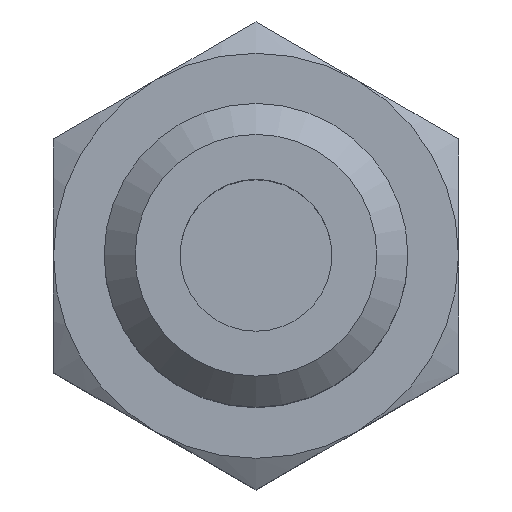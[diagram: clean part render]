
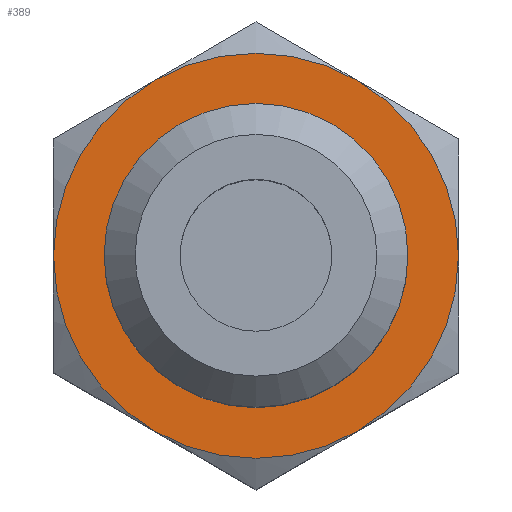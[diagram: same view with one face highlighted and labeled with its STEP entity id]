
A CAD part, top view. The second image highlights one B-rep face of the part: STEP entity #389.
In plain terms, the highlighted planar face has unit normal (0, 0, 1).
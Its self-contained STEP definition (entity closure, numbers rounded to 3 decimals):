
#38=PLANE('',#443);
#48=CIRCLE('',#422,2.);
#49=CIRCLE('',#424,2.);
#50=CIRCLE('',#426,2.);
#51=CIRCLE('',#428,2.);
#52=CIRCLE('',#430,2.);
#53=CIRCLE('',#432,2.);
#58=CIRCLE('',#442,1.5);
#97=ORIENTED_EDGE('',*,*,#182,.F.);
#98=ORIENTED_EDGE('',*,*,#178,.F.);
#99=ORIENTED_EDGE('',*,*,#176,.F.);
#100=ORIENTED_EDGE('',*,*,#190,.F.);
#101=ORIENTED_EDGE('',*,*,#187,.F.);
#102=ORIENTED_EDGE('',*,*,#184,.F.);
#103=ORIENTED_EDGE('',*,*,#196,.T.);
#176=EDGE_CURVE('',#228,#227,#48,.T.);
#178=EDGE_CURVE('',#227,#230,#49,.T.);
#182=EDGE_CURVE('',#230,#232,#50,.T.);
#184=EDGE_CURVE('',#232,#234,#51,.T.);
#187=EDGE_CURVE('',#234,#236,#52,.T.);
#190=EDGE_CURVE('',#236,#228,#53,.T.);
#196=EDGE_CURVE('',#242,#242,#58,.T.);
#227=VERTEX_POINT('',#592);
#228=VERTEX_POINT('',#597);
#230=VERTEX_POINT('',#606);
#232=VERTEX_POINT('',#617);
#234=VERTEX_POINT('',#630);
#236=VERTEX_POINT('',#642);
#242=VERTEX_POINT('',#672);
#299=EDGE_LOOP('',(#97,#98,#99,#100,#101,#102));
#300=EDGE_LOOP('',(#103));
#339=FACE_BOUND('',#299,.T.);
#340=FACE_BOUND('',#300,.T.);
#389=ADVANCED_FACE('',(#339,#340),#38,.F.);
#422=AXIS2_PLACEMENT_3D('',#598,#477,#478);
#424=AXIS2_PLACEMENT_3D('',#605,#481,#482);
#426=AXIS2_PLACEMENT_3D('',#622,#485,#486);
#428=AXIS2_PLACEMENT_3D('',#629,#489,#490);
#430=AXIS2_PLACEMENT_3D('',#641,#493,#494);
#432=AXIS2_PLACEMENT_3D('',#653,#497,#498);
#442=AXIS2_PLACEMENT_3D('',#671,#517,#518);
#443=AXIS2_PLACEMENT_3D('',#673,#519,#520);
#477=DIRECTION('',(0.,0.,-1.));
#478=DIRECTION('',(-1.,0.,0.));
#481=DIRECTION('',(0.,0.,-1.));
#482=DIRECTION('',(-1.,0.,0.));
#485=DIRECTION('',(0.,0.,-1.));
#486=DIRECTION('',(-1.,0.,0.));
#489=DIRECTION('',(0.,0.,-1.));
#490=DIRECTION('',(-1.,0.,0.));
#493=DIRECTION('',(0.,0.,-1.));
#494=DIRECTION('',(-1.,0.,0.));
#497=DIRECTION('',(0.,0.,-1.));
#498=DIRECTION('',(-1.,0.,0.));
#517=DIRECTION('',(0.,0.,-1.));
#518=DIRECTION('',(-1.,0.,0.));
#519=DIRECTION('',(0.,0.,-1.));
#520=DIRECTION('',(-1.,0.,0.));
#592=CARTESIAN_POINT('',(-2.,0.,-3.));
#597=CARTESIAN_POINT('',(-1.,-1.732,-3.));
#598=CARTESIAN_POINT('',(0.,0.,-3.));
#605=CARTESIAN_POINT('',(0.,0.,-3.));
#606=CARTESIAN_POINT('',(-1.,1.732,-3.));
#617=CARTESIAN_POINT('',(1.,1.732,-3.));
#622=CARTESIAN_POINT('',(0.,0.,-3.));
#629=CARTESIAN_POINT('',(0.,0.,-3.));
#630=CARTESIAN_POINT('',(2.,0.,-3.));
#641=CARTESIAN_POINT('',(0.,0.,-3.));
#642=CARTESIAN_POINT('',(1.,-1.732,-3.));
#653=CARTESIAN_POINT('',(0.,0.,-3.));
#671=CARTESIAN_POINT('',(0.,0.,-3.));
#672=CARTESIAN_POINT('',(-1.5,0.,-3.));
#673=CARTESIAN_POINT('',(0.,1.5,-3.));
